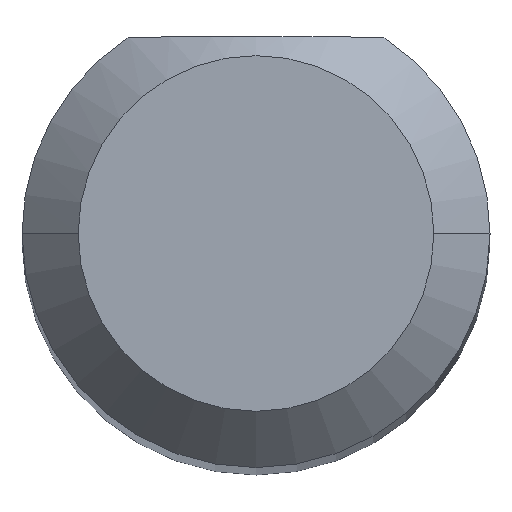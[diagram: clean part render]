
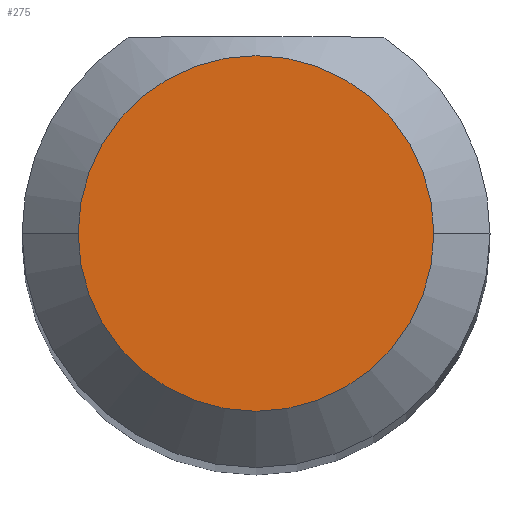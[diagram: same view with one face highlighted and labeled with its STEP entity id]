
A CAD part, top view. The second image highlights one B-rep face of the part: STEP entity #275.
In plain terms, the highlighted planar face has unit normal (0, 0, 1).
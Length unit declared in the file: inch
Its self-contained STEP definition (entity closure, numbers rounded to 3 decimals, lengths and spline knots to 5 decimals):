
#18 = DIRECTION ( 'NONE',  ( 0., 0., 1. ) ) ;
#146 = DIRECTION ( 'NONE',  ( 1., 0., 0. ) ) ;
#244 = EDGE_CURVE ( 'NONE', #1038, #777, #859, .T. ) ;
#275 = ADVANCED_FACE ( 'NONE', ( #844 ), #489, .T. ) ;
#299 = CARTESIAN_POINT ( 'NONE',  ( 0.0475, 0., 1.5 ) ) ;
#370 = CARTESIAN_POINT ( 'NONE',  ( 0., 0., 1.5 ) ) ;
#394 = EDGE_CURVE ( 'NONE', #777, #1038, #773, .T. ) ;
#431 = ORIENTED_EDGE ( 'NONE', *, *, #244, .T. ) ;
#449 = EDGE_LOOP ( 'NONE', ( #1057, #431 ) ) ;
#489 = PLANE ( 'NONE',  #624 ) ;
#512 = CARTESIAN_POINT ( 'NONE',  ( -0.0475, 0., 1.5 ) ) ;
#624 = AXIS2_PLACEMENT_3D ( 'NONE', #763, #849, #146 ) ;
#763 = CARTESIAN_POINT ( 'NONE',  ( 0., 0., 1.5 ) ) ;
#768 = AXIS2_PLACEMENT_3D ( 'NONE', #775, #1112, #831 ) ;
#773 = CIRCLE ( 'NONE', #1050, 0.0475 ) ;
#775 = CARTESIAN_POINT ( 'NONE',  ( 0., 0., 1.5 ) ) ;
#777 = VERTEX_POINT ( 'NONE', #512 ) ;
#831 = DIRECTION ( 'NONE',  ( 1., 0., 0. ) ) ;
#844 = FACE_OUTER_BOUND ( 'NONE', #449, .T. ) ;
#849 = DIRECTION ( 'NONE',  ( 0., 0., 1. ) ) ;
#859 = CIRCLE ( 'NONE', #768, 0.0475 ) ;
#886 = DIRECTION ( 'NONE',  ( 1., 0., 0. ) ) ;
#1038 = VERTEX_POINT ( 'NONE', #299 ) ;
#1050 = AXIS2_PLACEMENT_3D ( 'NONE', #370, #18, #886 ) ;
#1057 = ORIENTED_EDGE ( 'NONE', *, *, #394, .T. ) ;
#1112 = DIRECTION ( 'NONE',  ( 0., 0., 1. ) ) ;
